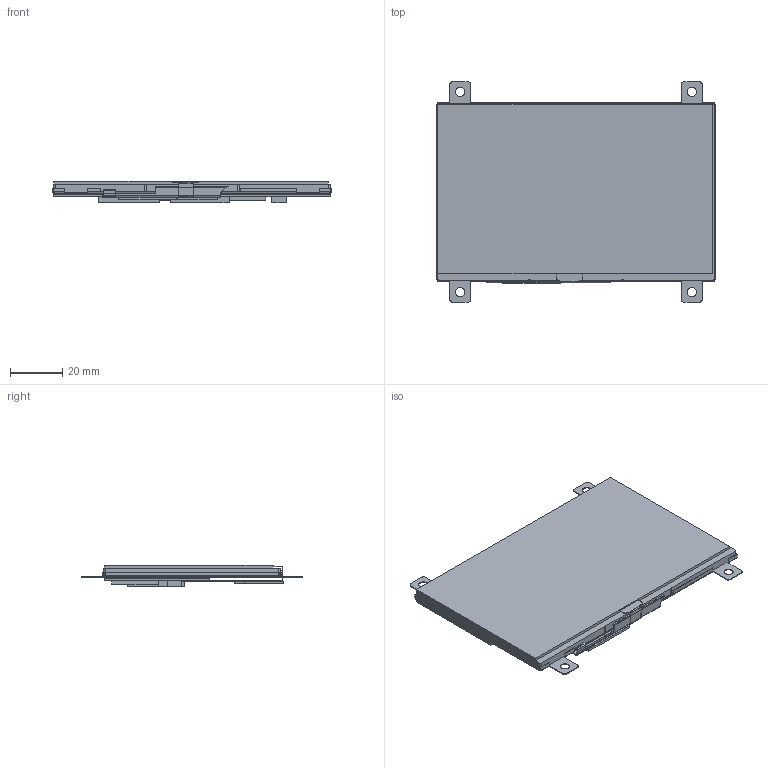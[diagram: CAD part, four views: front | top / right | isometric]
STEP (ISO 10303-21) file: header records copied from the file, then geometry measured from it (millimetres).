
FILE_DESCRIPTION(/* description */ (''),/* implementation_level */ '2;1');
FILE_NAME(/* name */ 'RVT4.3B480272CFWR00.stp',/* time_stamp */ '2019-03-17T13:29:02+01:00',/* author */ ('Adam'),/* organization */ (''),/* preprocessor_version */ 'ST-DEVELOPER v16.13',/* originating_system */ 'Autodesk Inventor 2018',/* authorisation */ '');
FILE_SCHEMA (('AUTOMOTIVE_DESIGN { 1 0 10303 214 3 1 1 }'));
Length unit declared in the file: millimetre
Products named in the file (12): RVT4.3B480272CFWR00; 43FT81X_A; RVT4.3A480272TNWR00 ; component; Connector; Connector2; Contact2; contacts; Frame; component2; Panel; FR4.3A00
Assembly tree (11 placements, depth 3):
  RVT4.3B480272CFWR00
    43FT81X_A
    RVT4.3A480272TNWR00 
      component
      Connector
      Connector2
      Contact2
      contacts
      Frame
      component2
      Panel
    FR4.3A00
Bounding box: 106.3 x 83.98 x 8.16 mm (x, y, z)
Volume: 37422.8 mm3; surface area: 68983.6 mm2
Topology: 54 solids, 54 shells, 713 faces, 1732 edges, 1128 vertices
Faces by surface type: plane 607, cylinder 102, bspline 4
Full cylindrical faces by diameter (mm): 3.5 x4
Entity records: 21072 total; most frequent: CARTESIAN_POINT 3704, ORIENTED_EDGE 3456, DIRECTION 3384, EDGE_CURVE 1728, LINE 1524, VECTOR 1524, VERTEX_POINT 1128, AXIS2_PLACEMENT_3D 930
